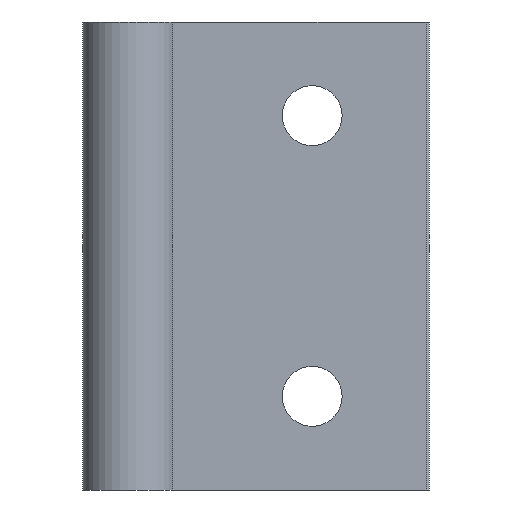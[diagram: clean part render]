
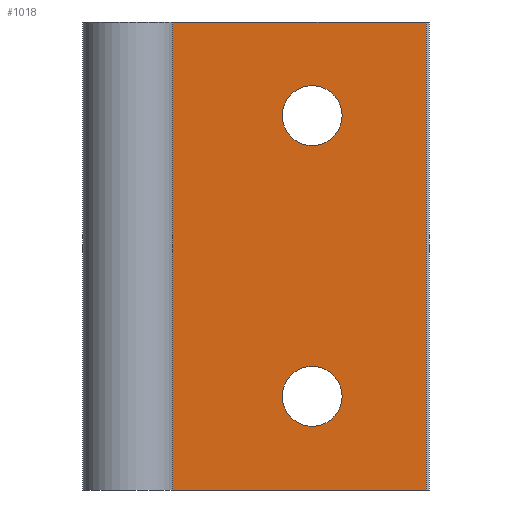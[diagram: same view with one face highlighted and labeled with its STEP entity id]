
A CAD part, front view. The second image highlights one B-rep face of the part: STEP entity #1018.
In plain terms, the highlighted planar face has unit normal (0, -1, 0).
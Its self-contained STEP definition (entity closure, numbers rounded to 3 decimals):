
#337=DIRECTION('',(1.,0.,0.));
#338=VECTOR('',#337,27.117);
#339=CARTESIAN_POINT('',(4.583,-2.,25.));
#340=LINE('',#339,#338);
#344=CARTESIAN_POINT('',(19.5,-2.,-15.));
#345=DIRECTION('',(0.,-1.,0.));
#346=DIRECTION('',(0.,0.,-1.));
#347=AXIS2_PLACEMENT_3D('',#344,#345,#346);
#352=CARTESIAN_POINT('',(19.5,-2.,-15.));
#353=DIRECTION('',(0.,-1.,0.));
#354=DIRECTION('',(0.,0.,1.));
#355=AXIS2_PLACEMENT_3D('',#352,#353,#354);
#360=CARTESIAN_POINT('',(19.5,-2.,15.));
#361=DIRECTION('',(0.,-1.,0.));
#362=DIRECTION('',(0.,0.,-1.));
#363=AXIS2_PLACEMENT_3D('',#360,#361,#362);
#368=CARTESIAN_POINT('',(19.5,-2.,15.));
#369=DIRECTION('',(0.,-1.,0.));
#370=DIRECTION('',(0.,0.,1.));
#371=AXIS2_PLACEMENT_3D('',#368,#369,#370);
#435=DIRECTION('',(1.,0.,0.));
#436=VECTOR('',#435,27.117);
#437=CARTESIAN_POINT('',(4.583,-2.,-25.));
#438=LINE('',#437,#436);
#535=DIRECTION('',(0.,0.,-1.));
#536=VECTOR('',#535,50.);
#537=CARTESIAN_POINT('',(4.583,-2.,25.));
#538=LINE('',#537,#536);
#863=DIRECTION('',(0.,0.,1.));
#864=VECTOR('',#863,50.);
#865=CARTESIAN_POINT('',(31.7,-2.,-25.));
#866=LINE('',#865,#864);
#884=CARTESIAN_POINT('',(19.5,-2.,-18.2));
#885=CARTESIAN_POINT('',(19.5,-2.,-11.8));
#886=VERTEX_POINT('',#884);
#887=VERTEX_POINT('',#885);
#892=CARTESIAN_POINT('',(4.583,-2.,-25.));
#893=CARTESIAN_POINT('',(31.7,-2.,-25.));
#894=VERTEX_POINT('',#892);
#895=VERTEX_POINT('',#893);
#896=CARTESIAN_POINT('',(4.583,-2.,25.));
#897=VERTEX_POINT('',#896);
#898=CARTESIAN_POINT('',(31.7,-2.,25.));
#899=VERTEX_POINT('',#898);
#900=CARTESIAN_POINT('',(19.5,-2.,11.8));
#901=CARTESIAN_POINT('',(19.5,-2.,18.2));
#902=VERTEX_POINT('',#900);
#903=VERTEX_POINT('',#901);
#992=CARTESIAN_POINT('',(4.583,-2.,25.));
#993=DIRECTION('',(0.,1.,0.));
#994=DIRECTION('',(1.,0.,0.));
#995=AXIS2_PLACEMENT_3D('',#992,#993,#994);
#996=PLANE('',#995);
#998=ORIENTED_EDGE('',*,*,#997,.F.);
#1000=ORIENTED_EDGE('',*,*,#999,.F.);
#1002=ORIENTED_EDGE('',*,*,#1001,.T.);
#1004=ORIENTED_EDGE('',*,*,#1003,.F.);
#1005=EDGE_LOOP('',(#998,#1000,#1002,#1004));
#1006=FACE_OUTER_BOUND('',#1005,.F.);
#1007=ORIENTED_EDGE('',*,*,#981,.T.);
#1009=ORIENTED_EDGE('',*,*,#1008,.T.);
#1010=EDGE_LOOP('',(#1007,#1009));
#1011=FACE_BOUND('',#1010,.F.);
#1013=ORIENTED_EDGE('',*,*,#1012,.T.);
#1015=ORIENTED_EDGE('',*,*,#1014,.T.);
#1016=EDGE_LOOP('',(#1013,#1015));
#1017=FACE_BOUND('',#1016,.F.);
#348=CIRCLE('',#347,3.2);
#356=CIRCLE('',#355,3.2);
#364=CIRCLE('',#363,3.2);
#372=CIRCLE('',#371,3.2);
#981=EDGE_CURVE('',#886,#887,#348,.T.);
#997=EDGE_CURVE('',#894,#895,#438,.T.);
#999=EDGE_CURVE('',#897,#894,#538,.T.);
#1001=EDGE_CURVE('',#897,#899,#340,.T.);
#1003=EDGE_CURVE('',#895,#899,#866,.T.);
#1008=EDGE_CURVE('',#887,#886,#356,.T.);
#1012=EDGE_CURVE('',#902,#903,#364,.T.);
#1014=EDGE_CURVE('',#903,#902,#372,.T.);
#1018=ADVANCED_FACE('',(#1006,#1011,#1017),#996,.F.);
